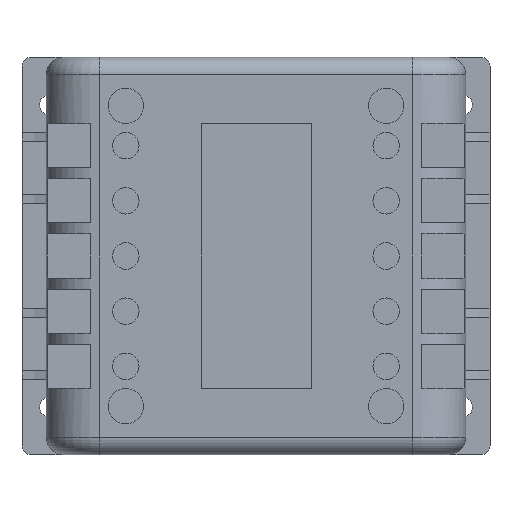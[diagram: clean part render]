
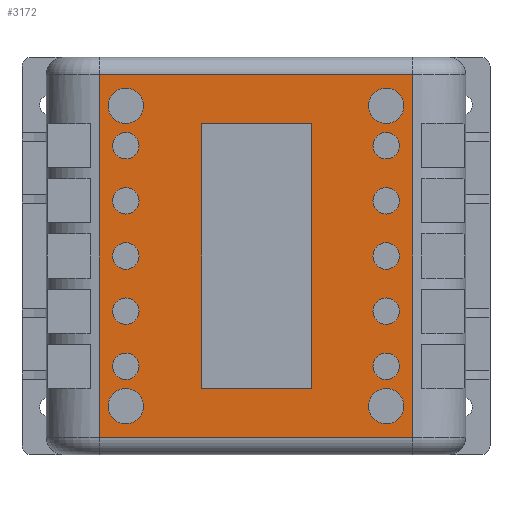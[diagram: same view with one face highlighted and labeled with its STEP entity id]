
A CAD part, front view. The second image highlights one B-rep face of the part: STEP entity #3172.
In plain terms, the highlighted face is planar.
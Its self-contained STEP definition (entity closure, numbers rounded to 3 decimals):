
#75=CIRCLE('',#3426,3.);
#77=CIRCLE('',#3430,4.);
#79=CIRCLE('',#3434,3.);
#81=CIRCLE('',#3438,4.);
#83=CIRCLE('',#3442,3.);
#85=CIRCLE('',#3446,3.);
#87=CIRCLE('',#3450,3.);
#89=CIRCLE('',#3454,3.);
#91=CIRCLE('',#3458,4.);
#93=CIRCLE('',#3462,3.);
#95=CIRCLE('',#3466,3.);
#97=CIRCLE('',#3470,3.);
#99=CIRCLE('',#3474,3.);
#101=CIRCLE('',#3478,4.);
#201=FACE_BOUND('',#499,.T.);
#202=FACE_BOUND('',#500,.T.);
#203=FACE_BOUND('',#501,.T.);
#204=FACE_BOUND('',#502,.T.);
#205=FACE_BOUND('',#503,.T.);
#206=FACE_BOUND('',#504,.T.);
#207=FACE_BOUND('',#505,.T.);
#208=FACE_BOUND('',#506,.T.);
#209=FACE_BOUND('',#507,.T.);
#210=FACE_BOUND('',#508,.T.);
#211=FACE_BOUND('',#509,.T.);
#212=FACE_BOUND('',#510,.T.);
#213=FACE_BOUND('',#511,.T.);
#214=FACE_BOUND('',#512,.T.);
#215=FACE_BOUND('',#513,.T.);
#303=FACE_OUTER_BOUND('',#498,.T.);
#498=EDGE_LOOP('',(#2223,#2224,#2225,#2226));
#499=EDGE_LOOP('',(#2227,#2228,#2229,#2230));
#500=EDGE_LOOP('',(#2231));
#501=EDGE_LOOP('',(#2232));
#502=EDGE_LOOP('',(#2233));
#503=EDGE_LOOP('',(#2234));
#504=EDGE_LOOP('',(#2235));
#505=EDGE_LOOP('',(#2236));
#506=EDGE_LOOP('',(#2237));
#507=EDGE_LOOP('',(#2238));
#508=EDGE_LOOP('',(#2239));
#509=EDGE_LOOP('',(#2240));
#510=EDGE_LOOP('',(#2241));
#511=EDGE_LOOP('',(#2242));
#512=EDGE_LOOP('',(#2243));
#513=EDGE_LOOP('',(#2244));
#685=LINE('',#4715,#989);
#689=LINE('',#4723,#993);
#692=LINE('',#4729,#996);
#695=LINE('',#4734,#999);
#712=LINE('',#4846,#1016);
#718=LINE('',#4873,#1022);
#722=LINE('',#4886,#1026);
#753=LINE('',#4968,#1057);
#989=VECTOR('',#3793,10.);
#993=VECTOR('',#3799,10.);
#996=VECTOR('',#3804,10.);
#999=VECTOR('',#3809,10.);
#1016=VECTOR('',#3954,10.);
#1022=VECTOR('',#3986,10.);
#1026=VECTOR('',#4006,10.);
#1057=VECTOR('',#4079,10.);
#1286=VERTEX_POINT('',#4713);
#1287=VERTEX_POINT('',#4714);
#1290=VERTEX_POINT('',#4722);
#1292=VERTEX_POINT('',#4728);
#1294=VERTEX_POINT('',#4738);
#1296=VERTEX_POINT('',#4745);
#1298=VERTEX_POINT('',#4752);
#1300=VERTEX_POINT('',#4759);
#1302=VERTEX_POINT('',#4766);
#1304=VERTEX_POINT('',#4773);
#1306=VERTEX_POINT('',#4780);
#1308=VERTEX_POINT('',#4787);
#1310=VERTEX_POINT('',#4794);
#1312=VERTEX_POINT('',#4801);
#1314=VERTEX_POINT('',#4808);
#1316=VERTEX_POINT('',#4815);
#1318=VERTEX_POINT('',#4822);
#1320=VERTEX_POINT('',#4829);
#1323=VERTEX_POINT('',#4840);
#1324=VERTEX_POINT('',#4844);
#1330=VERTEX_POINT('',#4865);
#1332=VERTEX_POINT('',#4871);
#1571=EDGE_CURVE('',#1286,#1287,#685,.T.);
#1575=EDGE_CURVE('',#1290,#1286,#689,.T.);
#1578=EDGE_CURVE('',#1292,#1290,#692,.T.);
#1581=EDGE_CURVE('',#1287,#1292,#695,.T.);
#1583=EDGE_CURVE('',#1294,#1294,#75,.T.);
#1586=EDGE_CURVE('',#1296,#1296,#77,.T.);
#1589=EDGE_CURVE('',#1298,#1298,#79,.T.);
#1592=EDGE_CURVE('',#1300,#1300,#81,.T.);
#1595=EDGE_CURVE('',#1302,#1302,#83,.T.);
#1598=EDGE_CURVE('',#1304,#1304,#85,.T.);
#1601=EDGE_CURVE('',#1306,#1306,#87,.T.);
#1604=EDGE_CURVE('',#1308,#1308,#89,.T.);
#1607=EDGE_CURVE('',#1310,#1310,#91,.T.);
#1610=EDGE_CURVE('',#1312,#1312,#93,.T.);
#1613=EDGE_CURVE('',#1314,#1314,#95,.T.);
#1616=EDGE_CURVE('',#1316,#1316,#97,.T.);
#1619=EDGE_CURVE('',#1318,#1318,#99,.T.);
#1622=EDGE_CURVE('',#1320,#1320,#101,.T.);
#1630=EDGE_CURVE('',#1324,#1323,#712,.T.);
#1643=EDGE_CURVE('',#1332,#1330,#718,.T.);
#1650=EDGE_CURVE('',#1330,#1324,#722,.T.);
#1691=EDGE_CURVE('',#1323,#1332,#753,.T.);
#2223=ORIENTED_EDGE('',*,*,#1630,.F.);
#2224=ORIENTED_EDGE('',*,*,#1650,.F.);
#2225=ORIENTED_EDGE('',*,*,#1643,.F.);
#2226=ORIENTED_EDGE('',*,*,#1691,.F.);
#2227=ORIENTED_EDGE('',*,*,#1571,.T.);
#2228=ORIENTED_EDGE('',*,*,#1581,.T.);
#2229=ORIENTED_EDGE('',*,*,#1578,.T.);
#2230=ORIENTED_EDGE('',*,*,#1575,.T.);
#2231=ORIENTED_EDGE('',*,*,#1583,.T.);
#2232=ORIENTED_EDGE('',*,*,#1586,.T.);
#2233=ORIENTED_EDGE('',*,*,#1589,.T.);
#2234=ORIENTED_EDGE('',*,*,#1592,.T.);
#2235=ORIENTED_EDGE('',*,*,#1595,.T.);
#2236=ORIENTED_EDGE('',*,*,#1598,.T.);
#2237=ORIENTED_EDGE('',*,*,#1601,.T.);
#2238=ORIENTED_EDGE('',*,*,#1604,.T.);
#2239=ORIENTED_EDGE('',*,*,#1607,.T.);
#2240=ORIENTED_EDGE('',*,*,#1610,.T.);
#2241=ORIENTED_EDGE('',*,*,#1613,.T.);
#2242=ORIENTED_EDGE('',*,*,#1616,.T.);
#2243=ORIENTED_EDGE('',*,*,#1619,.T.);
#2244=ORIENTED_EDGE('',*,*,#1622,.T.);
#2806=PLANE('',#3529);
#3172=ADVANCED_FACE('',(#303,#201,#202,#203,#204,#205,#206,#207,#208,#209,
#210,#211,#212,#213,#214,#215),#2806,.T.);
#3426=AXIS2_PLACEMENT_3D('',#4739,#3815,#3816);
#3430=AXIS2_PLACEMENT_3D('',#4746,#3824,#3825);
#3434=AXIS2_PLACEMENT_3D('',#4753,#3833,#3834);
#3438=AXIS2_PLACEMENT_3D('',#4760,#3842,#3843);
#3442=AXIS2_PLACEMENT_3D('',#4767,#3851,#3852);
#3446=AXIS2_PLACEMENT_3D('',#4774,#3860,#3861);
#3450=AXIS2_PLACEMENT_3D('',#4781,#3869,#3870);
#3454=AXIS2_PLACEMENT_3D('',#4788,#3878,#3879);
#3458=AXIS2_PLACEMENT_3D('',#4795,#3887,#3888);
#3462=AXIS2_PLACEMENT_3D('',#4802,#3896,#3897);
#3466=AXIS2_PLACEMENT_3D('',#4809,#3905,#3906);
#3470=AXIS2_PLACEMENT_3D('',#4816,#3914,#3915);
#3474=AXIS2_PLACEMENT_3D('',#4823,#3923,#3924);
#3478=AXIS2_PLACEMENT_3D('',#4830,#3932,#3933);
#3529=AXIS2_PLACEMENT_3D('',#4967,#4077,#4078);
#3793=DIRECTION('',(1.,0.,0.));
#3799=DIRECTION('',(0.,0.,-1.));
#3804=DIRECTION('',(-1.,0.,0.));
#3809=DIRECTION('',(0.,0.,1.));
#3815=DIRECTION('center_axis',(0.,-1.,0.));
#3816=DIRECTION('ref_axis',(1.,0.,0.));
#3824=DIRECTION('center_axis',(0.,-1.,0.));
#3825=DIRECTION('ref_axis',(1.,0.,0.));
#3833=DIRECTION('center_axis',(0.,-1.,0.));
#3834=DIRECTION('ref_axis',(1.,0.,0.));
#3842=DIRECTION('center_axis',(0.,-1.,0.));
#3843=DIRECTION('ref_axis',(1.,0.,0.));
#3851=DIRECTION('center_axis',(0.,-1.,0.));
#3852=DIRECTION('ref_axis',(1.,0.,0.));
#3860=DIRECTION('center_axis',(0.,-1.,0.));
#3861=DIRECTION('ref_axis',(1.,0.,0.));
#3869=DIRECTION('center_axis',(0.,-1.,0.));
#3870=DIRECTION('ref_axis',(1.,0.,0.));
#3878=DIRECTION('center_axis',(0.,-1.,0.));
#3879=DIRECTION('ref_axis',(1.,0.,0.));
#3887=DIRECTION('center_axis',(0.,-1.,0.));
#3888=DIRECTION('ref_axis',(1.,0.,0.));
#3896=DIRECTION('center_axis',(0.,-1.,0.));
#3897=DIRECTION('ref_axis',(1.,0.,0.));
#3905=DIRECTION('center_axis',(0.,-1.,0.));
#3906=DIRECTION('ref_axis',(1.,0.,0.));
#3914=DIRECTION('center_axis',(0.,-1.,0.));
#3915=DIRECTION('ref_axis',(1.,0.,0.));
#3923=DIRECTION('center_axis',(0.,-1.,0.));
#3924=DIRECTION('ref_axis',(1.,0.,0.));
#3932=DIRECTION('center_axis',(0.,-1.,0.));
#3933=DIRECTION('ref_axis',(1.,0.,0.));
#3954=DIRECTION('',(1.,0.,0.));
#3986=DIRECTION('',(-1.,0.,0.));
#4006=DIRECTION('',(0.,0.,-1.));
#4077=DIRECTION('center_axis',(0.,1.,0.));
#4078=DIRECTION('ref_axis',(0.,0.,1.));
#4079=DIRECTION('',(0.,0.,1.));
#4713=CARTESIAN_POINT('',(-60.168,37.,15.));
#4714=CARTESIAN_POINT('',(-35.168,37.,15.));
#4715=CARTESIAN_POINT('',(-53.834,37.,15.));
#4722=CARTESIAN_POINT('',(-60.168,37.,75.));
#4723=CARTESIAN_POINT('',(-60.168,37.,60.));
#4728=CARTESIAN_POINT('',(-35.168,37.,75.));
#4729=CARTESIAN_POINT('',(-41.334,37.,75.));
#4734=CARTESIAN_POINT('',(-35.168,37.,30.));
#4738=CARTESIAN_POINT('',(-80.,37.,57.5));
#4739=CARTESIAN_POINT('Origin',(-77.,37.,57.5));
#4745=CARTESIAN_POINT('',(-81.,37.,11.));
#4746=CARTESIAN_POINT('Origin',(-77.,37.,11.));
#4752=CARTESIAN_POINT('',(-21.,37.,45.));
#4753=CARTESIAN_POINT('Origin',(-18.,37.,45.));
#4759=CARTESIAN_POINT('',(-22.,37.,79.));
#4760=CARTESIAN_POINT('Origin',(-18.,37.,79.));
#4766=CARTESIAN_POINT('',(-21.,37.,32.5));
#4767=CARTESIAN_POINT('Origin',(-18.,37.,32.5));
#4773=CARTESIAN_POINT('',(-80.,37.,20.));
#4774=CARTESIAN_POINT('Origin',(-77.,37.,20.));
#4780=CARTESIAN_POINT('',(-80.,37.,70.));
#4781=CARTESIAN_POINT('Origin',(-77.,37.,70.));
#4787=CARTESIAN_POINT('',(-80.,37.,45.));
#4788=CARTESIAN_POINT('Origin',(-77.,37.,45.));
#4794=CARTESIAN_POINT('',(-22.,37.,11.));
#4795=CARTESIAN_POINT('Origin',(-18.,37.,11.));
#4801=CARTESIAN_POINT('',(-21.,37.,57.5));
#4802=CARTESIAN_POINT('Origin',(-18.,37.,57.5));
#4808=CARTESIAN_POINT('',(-21.,37.,70.));
#4809=CARTESIAN_POINT('Origin',(-18.,37.,70.));
#4815=CARTESIAN_POINT('',(-21.,37.,20.));
#4816=CARTESIAN_POINT('Origin',(-18.,37.,20.));
#4822=CARTESIAN_POINT('',(-80.,37.,32.5));
#4823=CARTESIAN_POINT('Origin',(-77.,37.,32.5));
#4829=CARTESIAN_POINT('',(-81.,37.,79.));
#4830=CARTESIAN_POINT('Origin',(-77.,37.,79.));
#4840=CARTESIAN_POINT('',(-12.,37.,4.));
#4844=CARTESIAN_POINT('',(-83.,37.,4.));
#4846=CARTESIAN_POINT('',(-23.75,37.,4.));
#4865=CARTESIAN_POINT('',(-83.,37.,86.));
#4871=CARTESIAN_POINT('',(-12.,37.,86.));
#4873=CARTESIAN_POINT('',(-71.25,37.,86.));
#4886=CARTESIAN_POINT('',(-83.,37.,22.5));
#4967=CARTESIAN_POINT('Origin',(-47.5,37.,45.));
#4968=CARTESIAN_POINT('',(-12.,37.,67.5));
